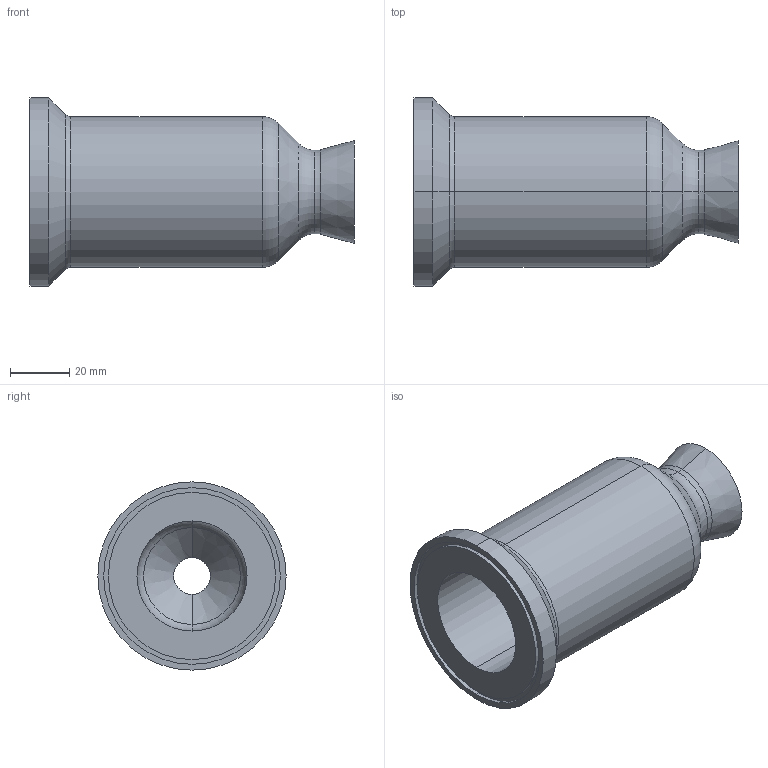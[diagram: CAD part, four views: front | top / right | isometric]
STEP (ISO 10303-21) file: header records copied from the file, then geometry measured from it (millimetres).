
FILE_DESCRIPTION (( 'STEP AP214' ), '1' );
FILE_NAME ('Chamber.STEP', '2025-01-31T03:32:53', ( '' ), ( '' ), 'SwSTEP 2.0', 'SolidWorks 2023', '' );
FILE_SCHEMA (( 'AUTOMOTIVE_DESIGN' ));
Length unit declared in the file: inch
Products named in the file (1): Chamber
Bounding box: 109.26 x 63.5 x 63.5 mm (x, y, z)
Volume: 106664 mm3; surface area: 31966.6 mm2
Topology: 1 solids, 1 shells, 36 faces, 72 edges, 40 vertices
Faces by surface type: cylinder 12, torus 10, cone 10, plane 4
Entity records: 965 total; most frequent: DIRECTION 196, CARTESIAN_POINT 149, ORIENTED_EDGE 144, AXIS2_PLACEMENT_3D 87, EDGE_CURVE 72, CIRCLE 50, VERTEX_POINT 40, EDGE_LOOP 40
